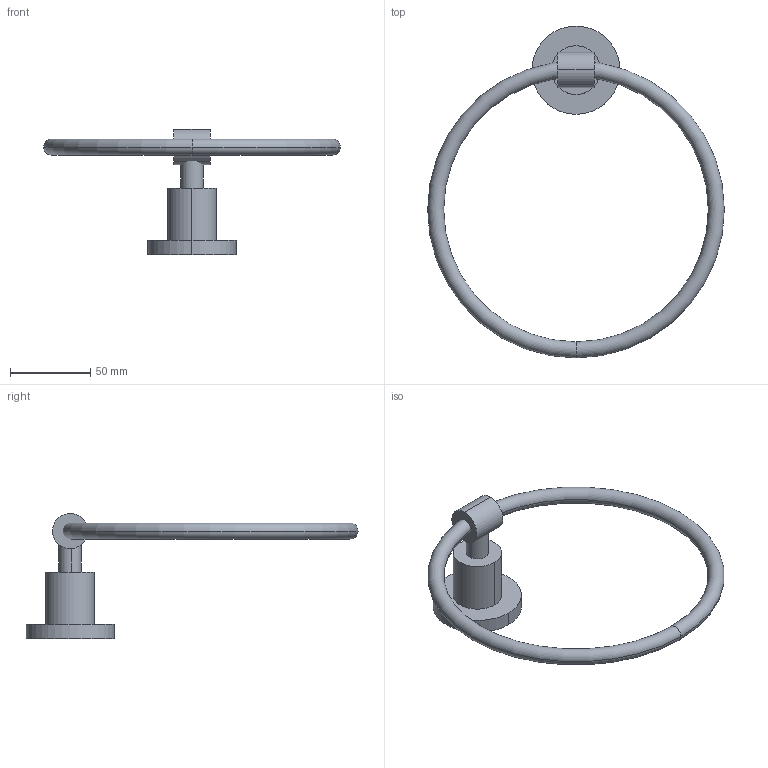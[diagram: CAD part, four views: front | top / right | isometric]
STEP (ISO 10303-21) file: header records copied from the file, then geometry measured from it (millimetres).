
FILE_DESCRIPTION (( 'STEP AP214' ), '1' );
FILE_NAME ('83200892.STEP', '2020-09-30T05:35:05', ( '' ), ( '' ), 'SwSTEP 2.0', 'SolidWorks 2020', '' );
FILE_SCHEMA (( 'AUTOMOTIVE_DESIGN' ));
Length unit declared in the file: millimetre
Products named in the file (5): Planungsmodell_Rohr-+-10.060.780-02_ _K14_D55x9,5_D30,3x32,5; Planungsmodell_Rohr_gerade-+-28.568.780-10_ _K110_22x23; Planungsmodell_Ring-+-83.200.930-01_ _K1_10x175; Planungsmodell_Rohr_gerade-+-28.568.780-10_ _K111_14x25; 83200892
Assembly tree (4 placements, depth 2):
  83200892
    Planungsmodell_Ring-+-83.200.930-01_ _K1_10x175
    Planungsmodell_Rohr-+-10.060.780-02_ _K14_D55x9,5_D30,3x32,5
    Planungsmodell_Rohr_gerade-+-28.568.780-10_ _K111_14x25
    Planungsmodell_Rohr_gerade-+-28.568.780-10_ _K110_22x23
Bounding box: 185 x 207 x 78.04 mm (x, y, z)
Volume: 100588.1 mm3; surface area: 30429.6 mm2
Topology: 4 solids, 4 shells, 19 faces, 32 edges, 20 vertices
Faces by surface type: cylinder 8, plane 7, torus 4
Entity records: 704 total; most frequent: DIRECTION 108, CARTESIAN_POINT 78, ORIENTED_EDGE 64, AXIS2_PLACEMENT_3D 50, EDGE_CURVE 32, CIRCLE 24, EDGE_LOOP 20, VERTEX_POINT 20
